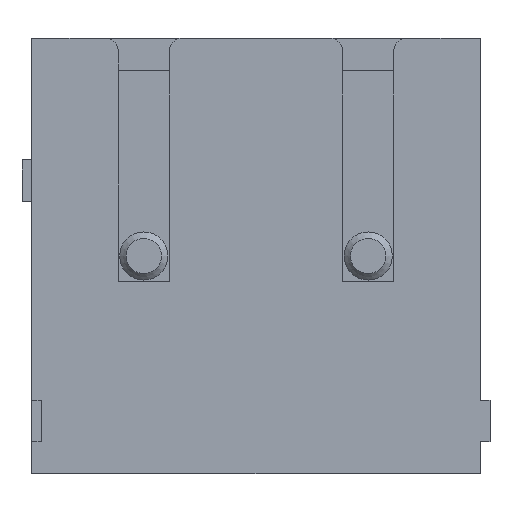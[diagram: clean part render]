
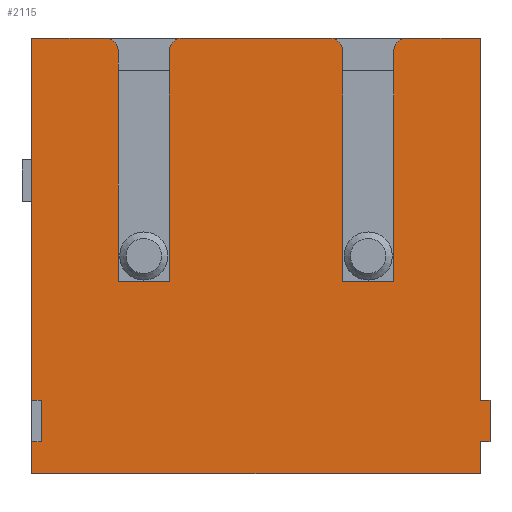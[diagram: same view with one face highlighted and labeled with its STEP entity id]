
A CAD part, front view. The second image highlights one B-rep face of the part: STEP entity #2115.
In plain terms, the highlighted planar face has unit normal (0, -1, 0).
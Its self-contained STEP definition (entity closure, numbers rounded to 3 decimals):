
#57=PLANE('',#2265);
#151=FACE_OUTER_BOUND('',#273,.T.);
#273=EDGE_LOOP('',(#1523,#1524,#1525,#1526,#1527,#1528,#1529,#1530,#1531,
#1532,#1533,#1534,#1535,#1536,#1537,#1538,#1539,#1540,#1541,#1542,#1543,
#1544,#1545,#1546,#1547,#1548));
#393=LINE('',#3056,#643);
#403=LINE('',#3081,#653);
#409=LINE('',#3097,#659);
#421=LINE('',#3126,#671);
#423=LINE('',#3130,#673);
#425=LINE('',#3134,#675);
#427=LINE('',#3137,#677);
#428=LINE('',#3139,#678);
#429=LINE('',#3141,#679);
#430=LINE('',#3143,#680);
#431=LINE('',#3145,#681);
#432=LINE('',#3147,#682);
#433=LINE('',#3149,#683);
#434=LINE('',#3151,#684);
#435=LINE('',#3153,#685);
#436=LINE('',#3155,#686);
#437=LINE('',#3157,#687);
#438=LINE('',#3159,#688);
#439=LINE('',#3161,#689);
#440=LINE('',#3163,#690);
#441=LINE('',#3165,#691);
#442=LINE('',#3166,#692);
#643=VECTOR('',#2439,10.);
#653=VECTOR('',#2459,10.);
#659=VECTOR('',#2473,10.);
#671=VECTOR('',#2495,10.);
#673=VECTOR('',#2499,10.);
#675=VECTOR('',#2503,10.);
#677=VECTOR('',#2507,10.);
#678=VECTOR('',#2510,10.);
#679=VECTOR('',#2513,10.);
#680=VECTOR('',#2514,10.);
#681=VECTOR('',#2515,10.);
#682=VECTOR('',#2516,10.);
#683=VECTOR('',#2517,10.);
#684=VECTOR('',#2518,10.);
#685=VECTOR('',#2519,10.);
#686=VECTOR('',#2520,10.);
#687=VECTOR('',#2521,10.);
#688=VECTOR('',#2522,10.);
#689=VECTOR('',#2523,10.);
#690=VECTOR('',#2524,10.);
#691=VECTOR('',#2525,10.);
#692=VECTOR('',#2526,10.);
#889=CIRCLE('',#2244,0.2);
#892=CIRCLE('',#2250,0.2);
#893=CIRCLE('',#2253,0.2);
#896=CIRCLE('',#2259,0.2);
#941=VERTEX_POINT('',#3043);
#942=VERTEX_POINT('',#3044);
#946=VERTEX_POINT('',#3054);
#954=VERTEX_POINT('',#3074);
#955=VERTEX_POINT('',#3075);
#956=VERTEX_POINT('',#3080);
#957=VERTEX_POINT('',#3084);
#958=VERTEX_POINT('',#3085);
#962=VERTEX_POINT('',#3095);
#972=VERTEX_POINT('',#3119);
#973=VERTEX_POINT('',#3120);
#974=VERTEX_POINT('',#3125);
#975=VERTEX_POINT('',#3129);
#976=VERTEX_POINT('',#3133);
#977=VERTEX_POINT('',#3142);
#978=VERTEX_POINT('',#3144);
#979=VERTEX_POINT('',#3146);
#980=VERTEX_POINT('',#3148);
#981=VERTEX_POINT('',#3150);
#982=VERTEX_POINT('',#3152);
#983=VERTEX_POINT('',#3154);
#984=VERTEX_POINT('',#3156);
#985=VERTEX_POINT('',#3158);
#986=VERTEX_POINT('',#3160);
#987=VERTEX_POINT('',#3162);
#988=VERTEX_POINT('',#3164);
#1143=EDGE_CURVE('',#941,#942,#889,.T.);
#1149=EDGE_CURVE('',#941,#946,#393,.T.);
#1158=EDGE_CURVE('',#954,#955,#892,.T.);
#1161=EDGE_CURVE('',#956,#955,#403,.T.);
#1163=EDGE_CURVE('',#957,#958,#893,.T.);
#1169=EDGE_CURVE('',#957,#962,#409,.T.);
#1180=EDGE_CURVE('',#972,#973,#896,.T.);
#1183=EDGE_CURVE('',#974,#973,#421,.T.);
#1185=EDGE_CURVE('',#962,#975,#423,.T.);
#1187=EDGE_CURVE('',#976,#974,#425,.T.);
#1189=EDGE_CURVE('',#975,#976,#427,.T.);
#1190=EDGE_CURVE('',#946,#956,#428,.T.);
#1191=EDGE_CURVE('',#958,#954,#429,.T.);
#1192=EDGE_CURVE('',#977,#972,#430,.T.);
#1193=EDGE_CURVE('',#978,#977,#431,.T.);
#1194=EDGE_CURVE('',#978,#979,#432,.T.);
#1195=EDGE_CURVE('',#979,#980,#433,.T.);
#1196=EDGE_CURVE('',#980,#981,#434,.T.);
#1197=EDGE_CURVE('',#982,#981,#435,.T.);
#1198=EDGE_CURVE('',#982,#983,#436,.T.);
#1199=EDGE_CURVE('',#984,#983,#437,.T.);
#1200=EDGE_CURVE('',#984,#985,#438,.T.);
#1201=EDGE_CURVE('',#986,#985,#439,.T.);
#1202=EDGE_CURVE('',#987,#986,#440,.T.);
#1203=EDGE_CURVE('',#988,#987,#441,.T.);
#1204=EDGE_CURVE('',#942,#988,#442,.T.);
#1523=ORIENTED_EDGE('',*,*,#1143,.F.);
#1524=ORIENTED_EDGE('',*,*,#1149,.T.);
#1525=ORIENTED_EDGE('',*,*,#1190,.T.);
#1526=ORIENTED_EDGE('',*,*,#1161,.T.);
#1527=ORIENTED_EDGE('',*,*,#1158,.F.);
#1528=ORIENTED_EDGE('',*,*,#1191,.F.);
#1529=ORIENTED_EDGE('',*,*,#1163,.F.);
#1530=ORIENTED_EDGE('',*,*,#1169,.T.);
#1531=ORIENTED_EDGE('',*,*,#1185,.T.);
#1532=ORIENTED_EDGE('',*,*,#1189,.T.);
#1533=ORIENTED_EDGE('',*,*,#1187,.T.);
#1534=ORIENTED_EDGE('',*,*,#1183,.T.);
#1535=ORIENTED_EDGE('',*,*,#1180,.F.);
#1536=ORIENTED_EDGE('',*,*,#1192,.F.);
#1537=ORIENTED_EDGE('',*,*,#1193,.F.);
#1538=ORIENTED_EDGE('',*,*,#1194,.T.);
#1539=ORIENTED_EDGE('',*,*,#1195,.T.);
#1540=ORIENTED_EDGE('',*,*,#1196,.T.);
#1541=ORIENTED_EDGE('',*,*,#1197,.F.);
#1542=ORIENTED_EDGE('',*,*,#1198,.T.);
#1543=ORIENTED_EDGE('',*,*,#1199,.F.);
#1544=ORIENTED_EDGE('',*,*,#1200,.T.);
#1545=ORIENTED_EDGE('',*,*,#1201,.F.);
#1546=ORIENTED_EDGE('',*,*,#1202,.F.);
#1547=ORIENTED_EDGE('',*,*,#1203,.F.);
#1548=ORIENTED_EDGE('',*,*,#1204,.F.);
#2115=ADVANCED_FACE('',(#151),#57,.T.);
#2244=AXIS2_PLACEMENT_3D('',#3045,#2429,#2430);
#2250=AXIS2_PLACEMENT_3D('',#3076,#2453,#2454);
#2253=AXIS2_PLACEMENT_3D('',#3086,#2463,#2464);
#2259=AXIS2_PLACEMENT_3D('',#3121,#2489,#2490);
#2265=AXIS2_PLACEMENT_3D('',#3140,#2511,#2512);
#2429=DIRECTION('center_axis',(0.,1.,0.));
#2430=DIRECTION('ref_axis',(-0.707,0.,0.707));
#2439=DIRECTION('',(0.,0.,-1.));
#2453=DIRECTION('center_axis',(0.,1.,0.));
#2454=DIRECTION('ref_axis',(0.707,0.,0.707));
#2459=DIRECTION('',(0.,0.,1.));
#2463=DIRECTION('center_axis',(0.,1.,0.));
#2464=DIRECTION('ref_axis',(-0.707,0.,0.707));
#2473=DIRECTION('',(0.,0.,-1.));
#2489=DIRECTION('center_axis',(0.,1.,0.));
#2490=DIRECTION('ref_axis',(0.707,0.,0.707));
#2495=DIRECTION('',(0.,0.,1.));
#2499=DIRECTION('',(-1.,0.,0.));
#2503=DIRECTION('',(0.,0.,1.));
#2507=DIRECTION('',(0.,0.,1.));
#2510=DIRECTION('',(-1.,0.,0.));
#2511=DIRECTION('center_axis',(0.,-1.,0.));
#2512=DIRECTION('ref_axis',(0.,0.,-1.));
#2513=DIRECTION('',(1.,0.,0.));
#2514=DIRECTION('',(1.,0.,0.));
#2515=DIRECTION('',(0.,0.,1.));
#2516=DIRECTION('',(1.,0.,0.));
#2517=DIRECTION('',(0.,0.,-1.));
#2518=DIRECTION('',(-1.,0.,0.));
#2519=DIRECTION('',(0.,0.,1.));
#2520=DIRECTION('',(1.,0.,0.));
#2521=DIRECTION('',(0.,0.,-1.));
#2522=DIRECTION('',(1.,0.,0.));
#2523=DIRECTION('',(0.,0.,-1.));
#2524=DIRECTION('',(1.,0.,0.));
#2525=DIRECTION('',(0.,0.,-1.));
#2526=DIRECTION('',(1.,0.,0.));
#3043=CARTESIAN_POINT('',(2.15,0.,3.2));
#3044=CARTESIAN_POINT('',(2.35,0.,3.4));
#3045=CARTESIAN_POINT('Origin',(2.35,0.,
3.2));
#3054=CARTESIAN_POINT('',(2.15,0.,-0.4));
#3056=CARTESIAN_POINT('',(2.15,0.,3.4));
#3074=CARTESIAN_POINT('',(1.15,0.,3.4));
#3075=CARTESIAN_POINT('',(1.35,0.,3.2));
#3076=CARTESIAN_POINT('Origin',(1.15,0.,
3.2));
#3080=CARTESIAN_POINT('',(1.35,0.,-0.4));
#3081=CARTESIAN_POINT('',(1.35,0.,1.5));
#3084=CARTESIAN_POINT('',(-1.35,0.,3.2));
#3085=CARTESIAN_POINT('',(-1.15,0.,3.4));
#3086=CARTESIAN_POINT('Origin',(-1.15,0.,
3.2));
#3095=CARTESIAN_POINT('',(-1.35,0.,-0.4));
#3097=CARTESIAN_POINT('',(-1.35,0.,3.4));
#3119=CARTESIAN_POINT('',(-2.35,0.,3.4));
#3120=CARTESIAN_POINT('',(-2.15,0.,3.2));
#3121=CARTESIAN_POINT('Origin',(-2.35,0.,
3.2));
#3125=CARTESIAN_POINT('',(-2.15,0.,2.));
#3126=CARTESIAN_POINT('',(-2.15,0.,2.7));
#3129=CARTESIAN_POINT('',(-2.15,0.,-0.4));
#3130=CARTESIAN_POINT('',(-2.425,0.,-0.4));
#3133=CARTESIAN_POINT('',(-2.15,0.,1.5));
#3134=CARTESIAN_POINT('',(-2.15,0.,2.45));
#3137=CARTESIAN_POINT('',(-2.15,0.,1.5));
#3139=CARTESIAN_POINT('',(-0.675,0.,-0.4));
#3140=CARTESIAN_POINT('Origin',(-3.5,0.,3.4));
#3141=CARTESIAN_POINT('',(-3.5,0.,3.4));
#3142=CARTESIAN_POINT('',(-3.5,0.,3.4));
#3143=CARTESIAN_POINT('',(-3.5,0.,3.4));
#3144=CARTESIAN_POINT('',(-3.5,0.,-2.25));
#3145=CARTESIAN_POINT('',(-3.5,0.,0.));
#3146=CARTESIAN_POINT('',(-3.35,0.,-2.25));
#3147=CARTESIAN_POINT('',(-3.5,0.,-2.25));
#3148=CARTESIAN_POINT('',(-3.35,0.,-2.9));
#3149=CARTESIAN_POINT('',(-3.35,0.,0.412));
#3150=CARTESIAN_POINT('',(-3.5,0.,-2.9));
#3151=CARTESIAN_POINT('',(-3.5,0.,-2.9));
#3152=CARTESIAN_POINT('',(-3.5,0.,-3.4));
#3153=CARTESIAN_POINT('',(-3.5,0.,0.));
#3154=CARTESIAN_POINT('',(3.5,0.,-3.4));
#3155=CARTESIAN_POINT('',(-3.5,0.,-3.4));
#3156=CARTESIAN_POINT('',(3.5,0.,-2.9));
#3157=CARTESIAN_POINT('',(3.5,0.,0.));
#3158=CARTESIAN_POINT('',(3.65,0.,-2.9));
#3159=CARTESIAN_POINT('',(3.5,0.,-2.9));
#3160=CARTESIAN_POINT('',(3.65,0.,-2.25));
#3161=CARTESIAN_POINT('',(3.65,0.,-2.9));
#3162=CARTESIAN_POINT('',(3.5,0.,-2.25));
#3163=CARTESIAN_POINT('',(3.5,0.,-2.25));
#3164=CARTESIAN_POINT('',(3.5,0.,3.4));
#3165=CARTESIAN_POINT('',(3.5,0.,0.));
#3166=CARTESIAN_POINT('',(-3.5,0.,3.4));
